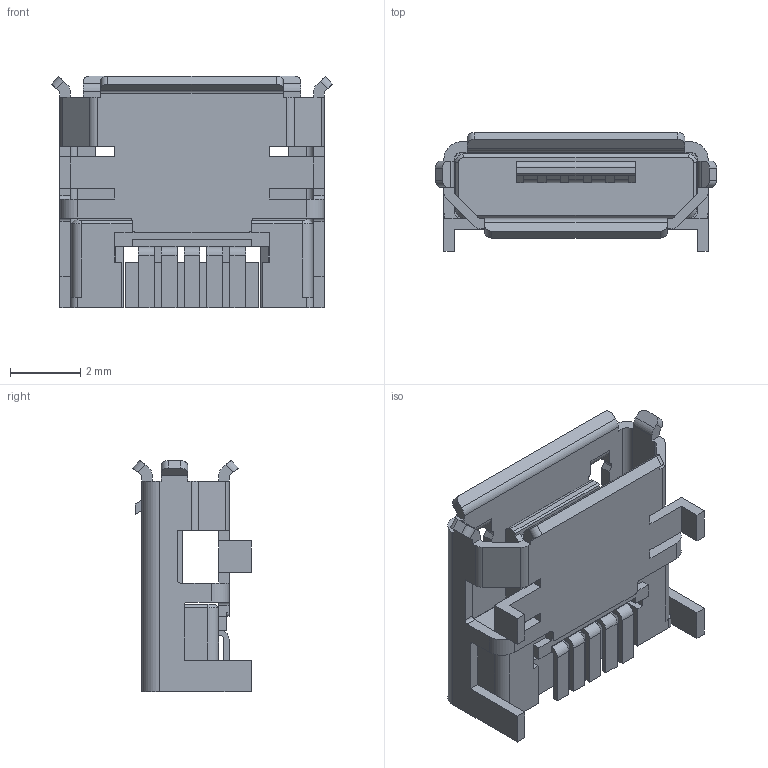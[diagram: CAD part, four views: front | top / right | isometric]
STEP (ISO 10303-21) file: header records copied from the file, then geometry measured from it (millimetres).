
FILE_DESCRIPTION(/* description */ (''),/* implementation_level */ '2;1');
FILE_NAME(/* name */ 'micre USB.stp',/* time_stamp */ '2017-12-22T11:26:58+08:00',/* author */ (''),/* organization */ (''),/* preprocessor_version */ 'ST-DEVELOPER v16',/* originating_system */ 'SIEMENS PLM Software NX 10.0',/* authorisation */ '');
FILE_SCHEMA (('AUTOMOTIVE_DESIGN { 1 0 10303 214 3 1 1 1 }'));
Length unit declared in the file: millimetre
Products named in the file (1): Hero20247F02ce7m
Bounding box: 8 x 3.37 x 6.6 mm (x, y, z)
Volume: 54.3 mm3; surface area: 317.9 mm2
Topology: 1 solids, 6 shells, 333 faces, 966 edges, 634 vertices
Faces by surface type: plane 243, cylinder 86, cone 4
Entity records: 11246 total; most frequent: CARTESIAN_POINT 1934, ORIENTED_EDGE 1932, DIRECTION 1810, EDGE_CURVE 966, LINE 790, VECTOR 790, VERTEX_POINT 634, AXIS2_PLACEMENT_3D 510
